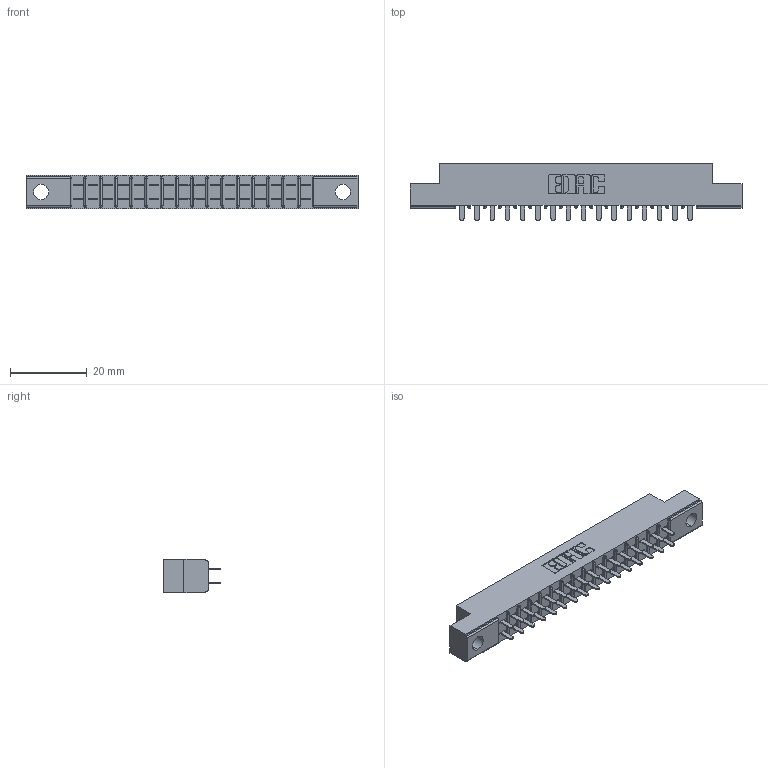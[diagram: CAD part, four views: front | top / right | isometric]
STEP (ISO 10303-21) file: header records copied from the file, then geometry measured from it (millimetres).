
FILE_DESCRIPTION (( 'STEP AP203' ), '1' );
FILE_NAME ('315-032-521-204.STEP', '2019-09-10T15:39:21', ( '' ), ( '' ), 'SwSTEP 2.0', 'SolidWorks 2016', '' );
FILE_SCHEMA (( 'CONFIG_CONTROL_DESIGN' ));
Length unit declared in the file: inch
Products named in the file (3): 315-032-521-204; 305 Part_.156 Dia; 305-290-001_521
Assembly tree (33 placements, depth 2):
  315-032-521-204
    305 Part_.156 Dia
    305-290-001_521  x32
Bounding box: 86.41 x 14.86 x 8.71 mm (x, y, z)
Volume: 5296.9 mm3; surface area: 9405 mm2
Topology: 33 solids, 33 shells, 1602 faces, 4560 edges, 2952 vertices
Faces by surface type: plane 946, cylinder 592, sphere 64
Entity records: 20787 total; most frequent: CARTESIAN_POINT 3444, ORIENTED_EDGE 3412, DIRECTION 3344, EDGE_CURVE 1706, VECTOR 1360, LINE 1360, VERTEX_POINT 1092, AXIS2_PLACEMENT_3D 992
